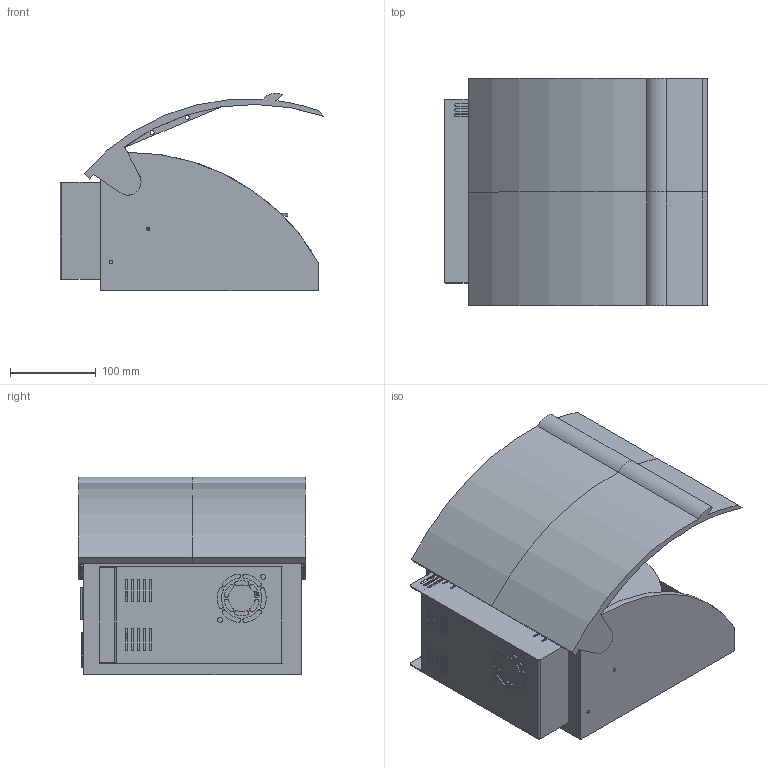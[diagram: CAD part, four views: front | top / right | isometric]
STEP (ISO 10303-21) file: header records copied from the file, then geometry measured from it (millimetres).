
FILE_DESCRIPTION(/* description */ ('STEP AP242','CAx-IF Rec.Pracs.---Representation and Presentation of Product Manufacturing Information (PMI)---4.0---2014-10-13','CAx-IF Rec.Pracs.---3D Tessellated Geometry---0.4---2014-09-14','2;1'),/* implementation_level */ '2;1');
FILE_NAME(/* name */ '685edb1a0e86414e032e7dfa',/* time_stamp */ '2025-06-27T17:55:39Z',/* author */ (''),/* organization */ (''),/* preprocessor_version */ 'ST-DEVELOPER v20',/* originating_system */ 'ONSHAPE BY PTC INC, 1.200',/* authorisation */ ' ');
FILE_SCHEMA (('AP242_MANAGED_MODEL_BASED_3D_ENGINEERING_MIM_LF { 1 0 10303 442 1 1 4 }'));
Length unit declared in the file: metre
Products named in the file (14): full asm; 5020-Turbine; Part 1; 5020-Case; real (right; real part; PSU_12V40A; Board^W1209; .375" Hex ID 1.125" OD Flanged Bearing (217-2735)
Assembly tree (20 placements, depth 2):
  full asm
    5020-Turbine  x2
    Part 1
    5020-Case  x2
    real (right
    Part 1  x4
    Part 1
    Part 1
    real part
    PSU_12V40A
    Board^W1209
    .375" Hex ID 1.125" OD Flanged Bearing (217-2735)  x2
    Part 1
    5020-Case  x2
Bounding box: 307.72 x 265.43 x 230.21 mm (x, y, z)
Volume: 3344136 mm3; surface area: 965692.5 mm2
Topology: 20 solids, 20 shells, 1642 faces, 4132 edges, 2614 vertices
Faces by surface type: cylinder 828, plane 751, bspline 59, torus 4
Full cylindrical faces by diameter (mm): 0.8 x14, 1.1 x2, 1.3 x8, 1.4 x31, 1.9 x4, 2 x1, 2.1 x8, 2.5 x12, 2.6 x6, 2.7 x6, 3 x6, 3.102 x1, 3.325 x1, 3.356 x1, 3.4 x4, 3.556 x1, 4 x12, 4.064 x4, 4.572 x12, 5.5 x4, 6 x2, 15.748 x4, 19.05 x2, 24 x2, 25.4 x2, 28.55 x2, 28.575 x2, 31.115 x2, 34 x2, 36 x2
Entity records: 43677 total; most frequent: CARTESIAN_POINT 12380, DIRECTION 6252, ORIENTED_EDGE 5484, EDGE_CURVE 2742, AXIS2_PLACEMENT_3D 2555, VERTEX_POINT 1843, EDGE_LOOP 1635, FACE_BOUND 1635
